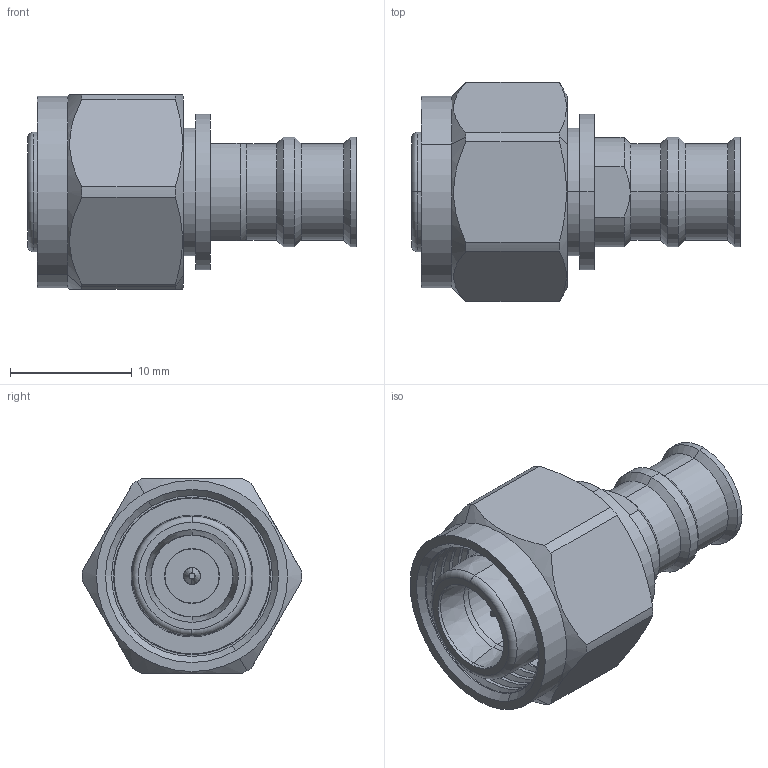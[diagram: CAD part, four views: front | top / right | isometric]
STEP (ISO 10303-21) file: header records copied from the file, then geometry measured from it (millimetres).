
FILE_DESCRIPTION (( 'STEP AP203' ), '1' );
FILE_NAME ('3190-6704.STEP', '2020-02-27T01:13:16', ( '' ), ( '' ), 'SwSTEP 2.0', 'SolidWorks 2018', '' );
FILE_SCHEMA (( 'CONFIG_CONTROL_DESIGN' ));
Length unit declared in the file: inch
Products named in the file (1): 3190-6704
Bounding box: 27 x 18 x 16 mm (x, y, z)
Volume: 2560.1 mm3; surface area: 2817.1 mm2
Topology: 1 solids, 2 shells, 157 faces, 331 edges, 196 vertices
Faces by surface type: cylinder 71, cone 48, plane 30, torus 8
Entity records: 4588 total; most frequent: CARTESIAN_POINT 1029, DIRECTION 817, ORIENTED_EDGE 662, AXIS2_PLACEMENT_3D 344, EDGE_CURVE 331, VERTEX_POINT 196, CIRCLE 186, EDGE_LOOP 175
